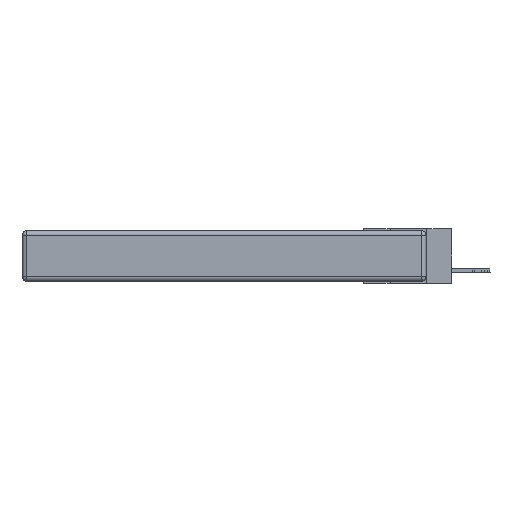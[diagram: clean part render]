
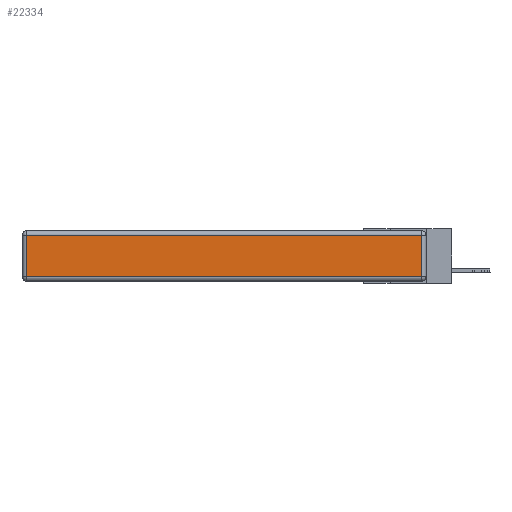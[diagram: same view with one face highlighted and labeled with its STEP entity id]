
A CAD part, left-side view. The second image highlights one B-rep face of the part: STEP entity #22334.
In plain terms, the highlighted planar face has unit normal (-1, 0, 0).
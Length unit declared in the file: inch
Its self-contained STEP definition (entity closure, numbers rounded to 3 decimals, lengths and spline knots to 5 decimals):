
#543 = LINE ( 'NONE', #6421, #4610 ) ;
#921 = VERTEX_POINT ( 'NONE', #25053 ) ;
#2771 = VECTOR ( 'NONE', #16730, 39.37008 ) ;
#3720 = VERTEX_POINT ( 'NONE', #15863 ) ;
#4006 = CARTESIAN_POINT ( 'NONE',  ( 0., 0., -0.313 ) ) ;
#4327 = AXIS2_PLACEMENT_3D ( 'NONE', #10638, #22325, #29588 ) ;
#4610 = VECTOR ( 'NONE', #25273, 39.37008 ) ;
#4684 = DIRECTION ( 'NONE',  ( 0., 0., -1. ) ) ;
#4688 = VERTEX_POINT ( 'NONE', #30790 ) ;
#6126 = LINE ( 'NONE', #28917, #2771 ) ;
#6421 = CARTESIAN_POINT ( 'NONE',  ( 0., 0.03, -0.343 ) ) ;
#8237 = PLANE ( 'NONE',  #4327 ) ;
#10638 = CARTESIAN_POINT ( 'NONE',  ( 0., 0., -0.343 ) ) ;
#11200 = CARTESIAN_POINT ( 'NONE',  ( 0., 0.03, -0.03 ) ) ;
#12766 = ORIENTED_EDGE ( 'NONE', *, *, #24139, .T. ) ;
#13747 = DIRECTION ( 'NONE',  ( 0., -1., 0. ) ) ;
#15013 = EDGE_CURVE ( 'NONE', #3720, #26832, #543, .T. ) ;
#15288 = EDGE_CURVE ( 'NONE', #26832, #4688, #6126, .T. ) ;
#15470 = ORIENTED_EDGE ( 'NONE', *, *, #15013, .T. ) ;
#15587 = FACE_OUTER_BOUND ( 'NONE', #17656, .T. ) ;
#15863 = CARTESIAN_POINT ( 'NONE',  ( 0., 0.03, -0.313 ) ) ;
#16730 = DIRECTION ( 'NONE',  ( 0., 1., 0. ) ) ;
#16990 = VECTOR ( 'NONE', #13747, 39.37008 ) ;
#17587 = EDGE_CURVE ( 'NONE', #4688, #921, #24622, .T. ) ;
#17656 = EDGE_LOOP ( 'NONE', ( #12766, #15470, #22249, #27974 ) ) ;
#19310 = CARTESIAN_POINT ( 'NONE',  ( 0., 2.72, -0.343 ) ) ;
#22249 = ORIENTED_EDGE ( 'NONE', *, *, #15288, .T. ) ;
#22325 = DIRECTION ( 'NONE',  ( -1., 0., 0. ) ) ;
#22334 = ADVANCED_FACE ( 'NONE', ( #15587 ), #8237, .T. ) ;
#22402 = VECTOR ( 'NONE', #4684, 39.37008 ) ;
#24139 = EDGE_CURVE ( 'NONE', #921, #3720, #29277, .T. ) ;
#24622 = LINE ( 'NONE', #19310, #22402 ) ;
#25053 = CARTESIAN_POINT ( 'NONE',  ( 0., 2.72, -0.313 ) ) ;
#25273 = DIRECTION ( 'NONE',  ( 0., 0., 1. ) ) ;
#26832 = VERTEX_POINT ( 'NONE', #11200 ) ;
#27974 = ORIENTED_EDGE ( 'NONE', *, *, #17587, .T. ) ;
#28917 = CARTESIAN_POINT ( 'NONE',  ( 0., 2.75, -0.03 ) ) ;
#29277 = LINE ( 'NONE', #4006, #16990 ) ;
#29588 = DIRECTION ( 'NONE',  ( 0., 0., 1. ) ) ;
#30790 = CARTESIAN_POINT ( 'NONE',  ( 0., 2.72, -0.03 ) ) ;
